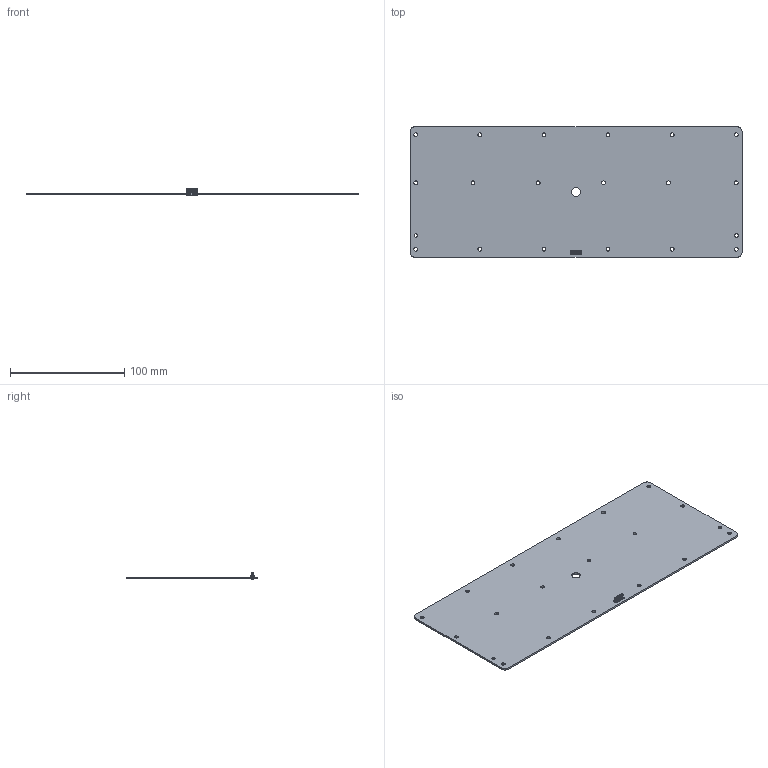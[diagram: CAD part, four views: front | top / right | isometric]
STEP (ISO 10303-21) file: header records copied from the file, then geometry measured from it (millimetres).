
FILE_DESCRIPTION(('KiCad electronic assembly'),'2;1');
FILE_NAME('CoCo2SwitchBoard.step','2022-07-15T14:10:01',('An Author'),( 'A Company'),'Open CASCADE STEP processor 6.9', 'KiCad to STEP converter','Unknown');
FILE_SCHEMA(('AUTOMOTIVE_DESIGN { 1 0 10303 214 1 1 1 1 }'));
Length unit declared in the file: millimetre
Products named in the file (5): Open CASCADE STEP translator 6.9 1; PinHeader_2x08_P1.27mm_Vertical; SOLID; EVQQ2-Switch; COMPOUND
Assembly tree (56 placements, depth 3):
  Open CASCADE STEP translator 6.9 1
    PinHeader_2x08_P1.27mm_Vertical
      SOLID
    EVQQ2-Switch  x53
    COMPOUND
Bounding box: 290 x 114 x 6.3 mm (x, y, z)
Volume: 52571.2 mm3; surface area: 67585.5 mm2
Topology: 2 solids, 2 shells, 387 faces, 925 edges, 574 vertices
Faces by surface type: plane 346, cylinder 41
Full cylindrical faces by diameter (mm): 0.65 x16, 3 x1, 3.3 x19, 7.5 x1
Entity records: 25948 total; most frequent: CARTESIAN_POINT 3793, DIRECTION 3745, LINE 2611, VECTOR 2611, ORIENTED_EDGE 1850, PCURVE 1850, DEFINITIONAL_REPRESENTATION 1850, EDGE_CURVE 925
